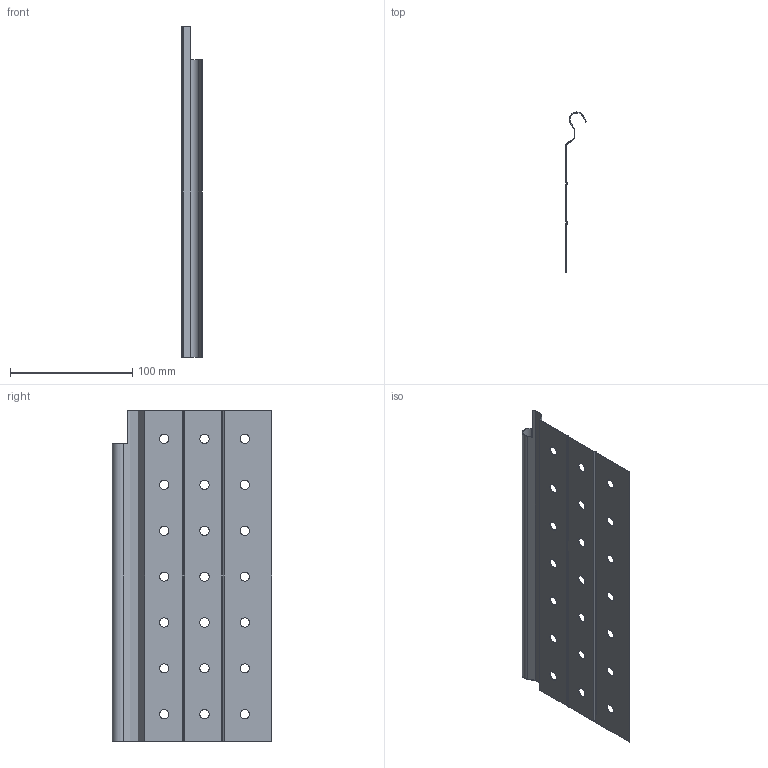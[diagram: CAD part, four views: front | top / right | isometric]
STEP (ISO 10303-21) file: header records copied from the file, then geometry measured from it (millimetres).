
FILE_DESCRIPTION (( 'STEP AP214' ), '1' );
FILE_NAME ('F000393,F000399-RIGHT_3D.step', '2022-10-10T14:00:52', ( '' ), ( '' ), 'SwSTEP 2.0', 'SolidWorks 2020', '' );
FILE_SCHEMA (( 'AUTOMOTIVE_DESIGN' ));
Length unit declared in the file: millimetre
Products named in the file (1): F000393,F000399-RIGHT_3D
Bounding box: 17 x 130.4 x 270 mm (x, y, z)
Volume: 19610 mm3; surface area: 79131.9 mm2
Topology: 1 solids, 1 shells, 72 faces, 210 edges, 140 vertices
Faces by surface type: cylinder 52, plane 20
Entity records: 2556 total; most frequent: DIRECTION 460, CARTESIAN_POINT 423, ORIENTED_EDGE 420, EDGE_CURVE 210, AXIS2_PLACEMENT_3D 177, VERTEX_POINT 140, EDGE_LOOP 114, LINE 106
